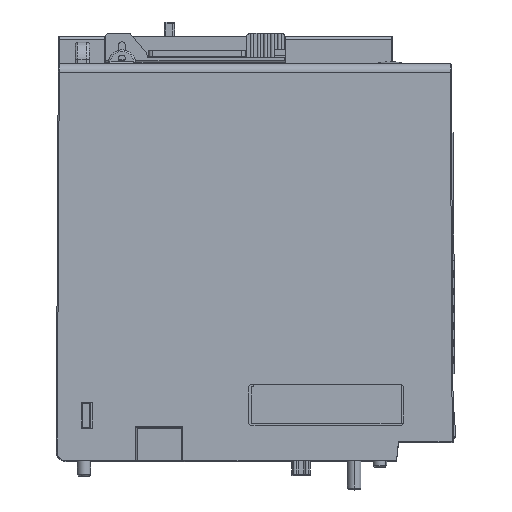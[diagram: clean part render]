
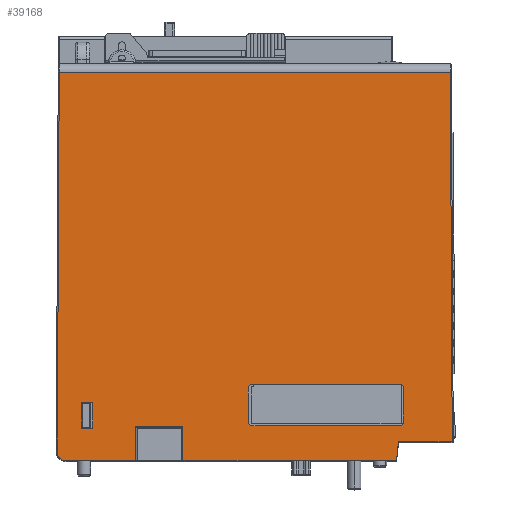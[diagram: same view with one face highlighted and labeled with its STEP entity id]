
A CAD part, top view. The second image highlights one B-rep face of the part: STEP entity #39168.
In plain terms, the highlighted planar face has unit normal (0, 0.005, 1).
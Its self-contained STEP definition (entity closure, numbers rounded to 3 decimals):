
#4813=CARTESIAN_POINT('',(61.526,81.55,23.826));
#4815=DIRECTION('',(0.005,1.,-0.005));
#4816=VECTOR('',#4815,111.31);
#4817=CARTESIAN_POINT('',(-53.296,77.757,23.846));
#4818=LINE('',#4817,#4816);
#4819=DIRECTION('',(0.005,-1.,0.005));
#4820=VECTOR('',#4819,107.516);
#4821=CARTESIAN_POINT('',(60.963,189.063,23.263));
#4822=LINE('',#4821,#4820);
#4823=DIRECTION('',(-1.,0.,0.));
#4824=VECTOR('',#4823,15.676);
#4825=CARTESIAN_POINT('',(61.526,81.55,23.826));
#4826=LINE('',#4825,#4824);
#4839=DIRECTION('',(0.,1.,-0.005));
#4840=VECTOR('',#4839,10.);
#4841=CARTESIAN_POINT('',(-30.5,76.05,23.855));
#4842=LINE('',#4841,#4840);
#7193=DIRECTION('',(-1.,0.,0.));
#7194=VECTOR('',#7193,113.676);
#7195=CARTESIAN_POINT('',(60.963,189.063,23.263));
#7196=LINE('',#7195,#7194);
#7253=CARTESIAN_POINT('',(-53.296,77.757,23.846));
#7254=CARTESIAN_POINT('',(-53.16,77.472,23.847));
#7255=CARTESIAN_POINT('',(-52.828,76.999,23.85));
#7256=CARTESIAN_POINT('',(-52.207,76.483,23.852));
#7257=CARTESIAN_POINT('',(-51.475,76.145,23.854));
#7258=CARTESIAN_POINT('',(-50.904,76.05,23.855));
#7259=CARTESIAN_POINT('',(-50.589,76.05,23.855));
#7273=DIRECTION('',(1.,0.,0.));
#7274=VECTOR('',#7273,20.089);
#7275=CARTESIAN_POINT('',(-50.589,76.05,23.855));
#7276=LINE('',#7275,#7274);
#7285=DIRECTION('',(1.,0.,0.));
#7286=VECTOR('',#7285,62.15);
#7287=CARTESIAN_POINT('',(-16.8,76.05,23.855));
#7288=LINE('',#7287,#7286);
#16802=DIRECTION('',(0.,-1.,0.005));
#16803=VECTOR('',#16802,10.);
#16804=CARTESIAN_POINT('',(-16.8,86.05,
23.802));
#16805=LINE('',#16804,#16803);
#16810=DIRECTION('',(1.,0.,0.));
#16811=VECTOR('',#16810,13.7);
#16812=CARTESIAN_POINT('',(-30.5,86.05,
23.802));
#16813=LINE('',#16812,#16811);
#16842=DIRECTION('',(0.091,0.996,-0.005));
#16843=VECTOR('',#16842,5.523);
#16844=CARTESIAN_POINT('',(45.35,76.05,23.855));
#16845=LINE('',#16844,#16843);
#21830=DIRECTION('',(0.,1.,-0.005));
#21831=VECTOR('',#21830,7.5);
#21832=CARTESIAN_POINT('',(-46.2,85.55,
23.805));
#21833=LINE('',#21832,#21831);
#21846=DIRECTION('',(1.,0.,0.));
#21847=VECTOR('',#21846,3.2);
#21848=CARTESIAN_POINT('',(-46.2,93.05,
23.766));
#21849=LINE('',#21848,#21847);
#21858=DIRECTION('',(0.,-1.,0.005));
#21859=VECTOR('',#21858,7.5);
#21860=CARTESIAN_POINT('',(-43.,93.05,
23.766));
#21861=LINE('',#21860,#21859);
#21870=DIRECTION('',(-1.,0.,0.));
#21871=VECTOR('',#21870,3.2);
#21872=CARTESIAN_POINT('',(-43.,85.55,
23.805));
#21873=LINE('',#21872,#21871);
#21928=DIRECTION('',(0.,-1.,0.005));
#21929=VECTOR('',#21928,11.382);
#21930=CARTESIAN_POINT('',(46.661,98.257,23.738));
#21931=LINE('',#21930,#21929);
#21932=DIRECTION('',(-1.,0.,0.));
#21933=VECTOR('',#21932,43.519);
#21934=CARTESIAN_POINT('',(46.661,86.876,23.798));
#21935=LINE('',#21934,#21933);
#21940=DIRECTION('',(0.,1.,-0.005));
#21941=VECTOR('',#21940,10.712);
#21942=CARTESIAN_POINT('',(3.142,86.876,23.798));
#21943=LINE('',#21942,#21941);
#21948=DIRECTION('',(1.,0.,0.));
#21949=VECTOR('',#21948,0.67);
#21950=CARTESIAN_POINT('',(3.142,97.588,23.742));
#21951=LINE('',#21950,#21949);
#21956=DIRECTION('',(0.,1.,-0.005));
#21957=VECTOR('',#21956,0.67);
#21958=CARTESIAN_POINT('',(3.812,97.588,23.742));
#21959=LINE('',#21958,#21957);
#21968=DIRECTION('',(1.,0.,0.));
#21969=VECTOR('',#21968,42.849);
#21970=CARTESIAN_POINT('',(3.812,98.257,23.738));
#21971=LINE('',#21970,#21969);
#28116=CARTESIAN_POINT('',(45.85,81.55,23.826));
#28117=VERTEX_POINT('',#28116);
#28119=VERTEX_POINT('',#4813);
#28120=CARTESIAN_POINT('',(-53.296,77.757,
23.846));
#28121=CARTESIAN_POINT('',(-52.713,189.063,
23.263));
#28122=VERTEX_POINT('',#28120);
#28123=VERTEX_POINT('',#28121);
#28124=CARTESIAN_POINT('',(60.963,189.063,23.263));
#28125=VERTEX_POINT('',#28124);
#28126=CARTESIAN_POINT('',(-16.8,86.05,
23.802));
#28127=CARTESIAN_POINT('',(-16.8,76.05,
23.855));
#28128=VERTEX_POINT('',#28126);
#28129=VERTEX_POINT('',#28127);
#28130=CARTESIAN_POINT('',(-43.,85.55,
23.805));
#28131=CARTESIAN_POINT('',(-46.2,85.55,
23.805));
#28132=VERTEX_POINT('',#28130);
#28133=VERTEX_POINT('',#28131);
#28134=CARTESIAN_POINT('',(-46.2,93.05,
23.766));
#28135=CARTESIAN_POINT('',(-43.,93.05,
23.766));
#28136=VERTEX_POINT('',#28134);
#28137=VERTEX_POINT('',#28135);
#28138=CARTESIAN_POINT('',(46.661,86.876,23.798));
#28139=CARTESIAN_POINT('',(3.142,86.876,23.798));
#28140=VERTEX_POINT('',#28138);
#28141=VERTEX_POINT('',#28139);
#28150=CARTESIAN_POINT('',(-30.5,76.05,
23.855));
#28151=VERTEX_POINT('',#28150);
#28152=CARTESIAN_POINT('',(-30.5,86.05,
23.802));
#28153=VERTEX_POINT('',#28152);
#29232=CARTESIAN_POINT('',(-50.589,76.05,
23.855));
#29234=VERTEX_POINT('',#29232);
#29244=CARTESIAN_POINT('',(45.35,76.05,23.855));
#29245=VERTEX_POINT('',#29244);
#32179=CARTESIAN_POINT('',(46.661,98.257,23.738));
#32180=VERTEX_POINT('',#32179);
#32187=CARTESIAN_POINT('',(3.142,97.588,23.742));
#32188=VERTEX_POINT('',#32187);
#32191=CARTESIAN_POINT('',(3.812,97.588,23.742));
#32192=VERTEX_POINT('',#32191);
#32193=CARTESIAN_POINT('',(3.812,98.257,23.738));
#32194=VERTEX_POINT('',#32193);
#39117=CARTESIAN_POINT('',(4.115,132.557,23.559));
#39118=DIRECTION('',(0.,0.005,1.));
#39119=DIRECTION('',(1.,0.,0.));
#39120=AXIS2_PLACEMENT_3D('',#39117,#39118,#39119);
#39121=PLANE('',#39120);
#39123=ORIENTED_EDGE('',*,*,#39122,.F.);
#39125=ORIENTED_EDGE('',*,*,#39124,.F.);
#39127=ORIENTED_EDGE('',*,*,#39126,.F.);
#39129=ORIENTED_EDGE('',*,*,#39128,.T.);
#39131=ORIENTED_EDGE('',*,*,#39130,.F.);
#39132=ORIENTED_EDGE('',*,*,#39108,.T.);
#39133=ORIENTED_EDGE('',*,*,#39097,.T.);
#39135=ORIENTED_EDGE('',*,*,#39134,.F.);
#39137=ORIENTED_EDGE('',*,*,#39136,.F.);
#39139=ORIENTED_EDGE('',*,*,#39138,.F.);
#39141=ORIENTED_EDGE('',*,*,#39140,.F.);
#39142=EDGE_LOOP('',(#39123,#39125,#39127,#39129,#39131,#39132,#39133,#39135,
#39137,#39139,#39141));
#39143=FACE_OUTER_BOUND('',#39142,.F.);
#39145=ORIENTED_EDGE('',*,*,#39144,.F.);
#39147=ORIENTED_EDGE('',*,*,#39146,.F.);
#39149=ORIENTED_EDGE('',*,*,#39148,.F.);
#39151=ORIENTED_EDGE('',*,*,#39150,.F.);
#39152=EDGE_LOOP('',(#39145,#39147,#39149,#39151));
#39153=FACE_BOUND('',#39152,.F.);
#39155=ORIENTED_EDGE('',*,*,#39154,.F.);
#39157=ORIENTED_EDGE('',*,*,#39156,.F.);
#39159=ORIENTED_EDGE('',*,*,#39158,.F.);
#39161=ORIENTED_EDGE('',*,*,#39160,.F.);
#39163=ORIENTED_EDGE('',*,*,#39162,.F.);
#39165=ORIENTED_EDGE('',*,*,#39164,.F.);
#39166=EDGE_LOOP('',(#39155,#39157,#39159,#39161,#39163,#39165));
#39167=FACE_BOUND('',#39166,.F.);
#7260=B_SPLINE_CURVE_WITH_KNOTS('',3,(#7253,#7254,#7255,#7256,#7257,#7258,
#7259),.UNSPECIFIED.,.F.,.F.,(4,1,1,1,4),(0.,0.25,0.5,0.75,1.),
.UNSPECIFIED.);
#39097=EDGE_CURVE('',#28119,#28117,#4826,.T.);
#39108=EDGE_CURVE('',#28125,#28119,#4822,.T.);
#39122=EDGE_CURVE('',#28151,#28153,#4842,.T.);
#39124=EDGE_CURVE('',#29234,#28151,#7276,.T.);
#39126=EDGE_CURVE('',#28122,#29234,#7260,.T.);
#39128=EDGE_CURVE('',#28122,#28123,#4818,.T.);
#39130=EDGE_CURVE('',#28125,#28123,#7196,.T.);
#39134=EDGE_CURVE('',#29245,#28117,#16845,.T.);
#39136=EDGE_CURVE('',#28129,#29245,#7288,.T.);
#39138=EDGE_CURVE('',#28128,#28129,#16805,.T.);
#39140=EDGE_CURVE('',#28153,#28128,#16813,.T.);
#39144=EDGE_CURVE('',#28133,#28136,#21833,.T.);
#39146=EDGE_CURVE('',#28132,#28133,#21873,.T.);
#39148=EDGE_CURVE('',#28137,#28132,#21861,.T.);
#39150=EDGE_CURVE('',#28136,#28137,#21849,.T.);
#39154=EDGE_CURVE('',#32180,#28140,#21931,.T.);
#39156=EDGE_CURVE('',#32194,#32180,#21971,.T.);
#39158=EDGE_CURVE('',#32192,#32194,#21959,.T.);
#39160=EDGE_CURVE('',#32188,#32192,#21951,.T.);
#39162=EDGE_CURVE('',#28141,#32188,#21943,.T.);
#39164=EDGE_CURVE('',#28140,#28141,#21935,.T.);
#39168=ADVANCED_FACE('',(#39143,#39153,#39167),#39121,.T.);
